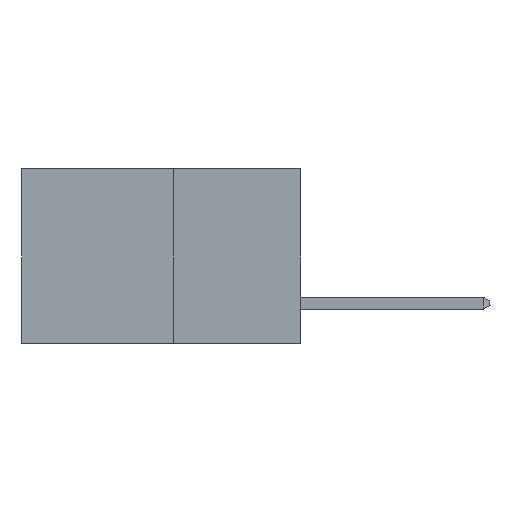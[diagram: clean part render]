
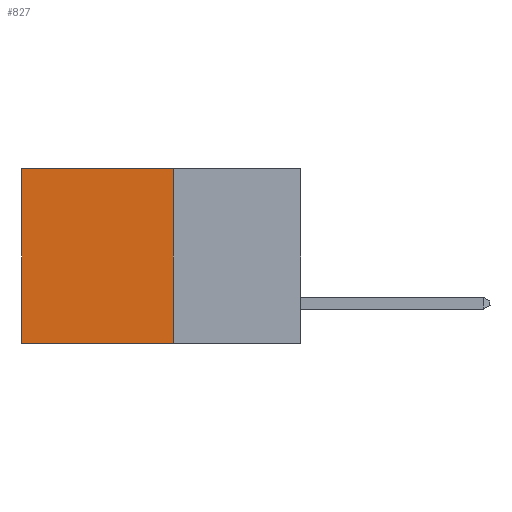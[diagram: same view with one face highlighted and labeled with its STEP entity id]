
A CAD part, left-side view. The second image highlights one B-rep face of the part: STEP entity #827.
In plain terms, the highlighted planar face has unit normal (-1, 0, 0).
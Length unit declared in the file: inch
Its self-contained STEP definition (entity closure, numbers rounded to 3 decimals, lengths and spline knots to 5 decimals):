
#282 = CARTESIAN_POINT ( 'NONE',  ( 0.277, 0.27, 0. ) ) ;
#827 = ADVANCED_FACE ( 'NONE', ( #4789 ), #4014, .F. ) ;
#2686 = EDGE_CURVE ( 'NONE', #12099, #6429, #13809, .T. ) ;
#2800 = EDGE_LOOP ( 'NONE', ( #10021, #11616, #9004, #10117 ) ) ;
#3094 = DIRECTION ( 'NONE',  ( 0., 1., 0. ) ) ;
#3341 = CARTESIAN_POINT ( 'NONE',  ( 0.277, 0.27, -0.37 ) ) ;
#3908 = EDGE_CURVE ( 'NONE', #10911, #12099, #11686, .T. ) ;
#4014 = PLANE ( 'NONE',  #6191 ) ;
#4779 = LINE ( 'NONE', #282, #7614 ) ;
#4789 = FACE_OUTER_BOUND ( 'NONE', #2800, .T. ) ;
#5165 = VECTOR ( 'NONE', #8470, 39.37008 ) ;
#6191 = AXIS2_PLACEMENT_3D ( 'NONE', #7278, #12154, #12128 ) ;
#6362 = CARTESIAN_POINT ( 'NONE',  ( 0.277, 0.59, -0.37 ) ) ;
#6429 = VERTEX_POINT ( 'NONE', #6362 ) ;
#7278 = CARTESIAN_POINT ( 'NONE',  ( 0.277, 0.27, -0.37 ) ) ;
#7614 = VECTOR ( 'NONE', #8751, 39.37008 ) ;
#8470 = DIRECTION ( 'NONE',  ( 0., 0., -1. ) ) ;
#8751 = DIRECTION ( 'NONE',  ( 0., 1., 0. ) ) ;
#9004 = ORIENTED_EDGE ( 'NONE', *, *, #3908, .F. ) ;
#9245 = EDGE_CURVE ( 'NONE', #9247, #6429, #11978, .T. ) ;
#9247 = VERTEX_POINT ( 'NONE', #13315 ) ;
#9883 = CARTESIAN_POINT ( 'NONE',  ( 0.277, 0.27, -0.37 ) ) ;
#10021 = ORIENTED_EDGE ( 'NONE', *, *, #9245, .T. ) ;
#10117 = ORIENTED_EDGE ( 'NONE', *, *, #10184, .T. ) ;
#10184 = EDGE_CURVE ( 'NONE', #10911, #9247, #4779, .T. ) ;
#10206 = VECTOR ( 'NONE', #3094, 39.37008 ) ;
#10893 = CARTESIAN_POINT ( 'NONE',  ( 0.277, 0.59, -0.37 ) ) ;
#10911 = VERTEX_POINT ( 'NONE', #14919 ) ;
#11616 = ORIENTED_EDGE ( 'NONE', *, *, #2686, .F. ) ;
#11686 = LINE ( 'NONE', #12417, #14506 ) ;
#11978 = LINE ( 'NONE', #10893, #5165 ) ;
#12099 = VERTEX_POINT ( 'NONE', #9883 ) ;
#12128 = DIRECTION ( 'NONE',  ( 0., 0., -1. ) ) ;
#12154 = DIRECTION ( 'NONE',  ( 1., 0., 0. ) ) ;
#12417 = CARTESIAN_POINT ( 'NONE',  ( 0.277, 0.27, -0.37 ) ) ;
#13315 = CARTESIAN_POINT ( 'NONE',  ( 0.277, 0.59, 0. ) ) ;
#13619 = DIRECTION ( 'NONE',  ( 0., 0., -1. ) ) ;
#13809 = LINE ( 'NONE', #3341, #10206 ) ;
#14506 = VECTOR ( 'NONE', #13619, 39.37008 ) ;
#14919 = CARTESIAN_POINT ( 'NONE',  ( 0.277, 0.27, 0. ) ) ;
